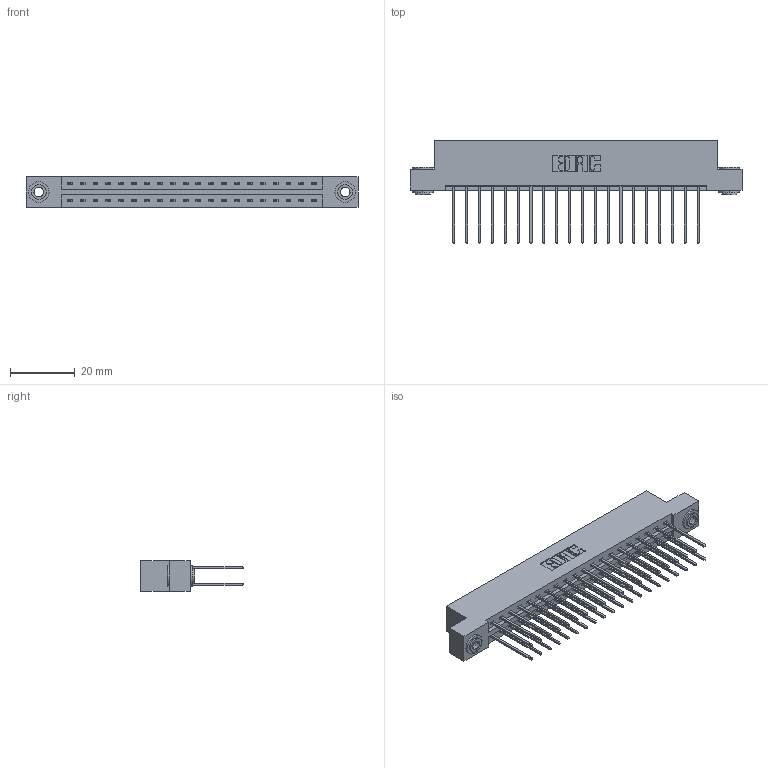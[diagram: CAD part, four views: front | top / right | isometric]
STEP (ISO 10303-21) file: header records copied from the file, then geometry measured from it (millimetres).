
FILE_DESCRIPTION (( 'STEP AP203' ), '1' );
FILE_NAME ('337-040-542-203.STEP', '2019-10-09T11:35:52', ( '' ), ( '' ), 'SwSTEP 2.0', 'SolidWorks 2016', '' );
FILE_SCHEMA (( 'CONFIG_CONTROL_DESIGN' ));
Length unit declared in the file: inch
Products named in the file (4): 345-250-002_345-250-002-102; 337-040-542-203; 345-292-001_345-293-142; 337 Part_Flush Mounting Lugs - 0.156 Dia-TH
Assembly tree (43 placements, depth 2):
  337-040-542-203
    337 Part_Flush Mounting Lugs - 0.156 Dia-TH
    345-292-001_345-293-142  x40
    345-250-002_345-250-002-102  x2
Bounding box: 102.26 x 31.63 x 9.4 mm (x, y, z)
Volume: 10690 mm3; surface area: 13025.4 mm2
Topology: 43 solids, 43 shells, 2312 faces, 6827 edges, 4494 vertices
Faces by surface type: plane 1600, cylinder 704, cone 8
Entity records: 19020 total; most frequent: CARTESIAN_POINT 3197, ORIENTED_EDGE 3126, DIRECTION 2793, EDGE_CURVE 1563, LINE 1411, VECTOR 1411, VERTEX_POINT 1038, AXIS2_PLACEMENT_3D 691
